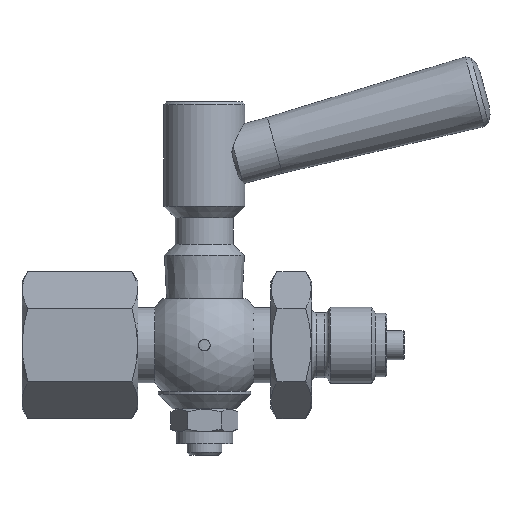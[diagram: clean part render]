
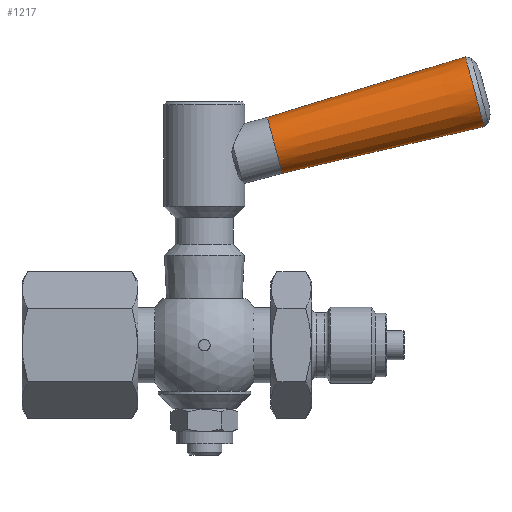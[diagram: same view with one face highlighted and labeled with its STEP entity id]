
A CAD part, front view. The second image highlights one B-rep face of the part: STEP entity #1217.
In plain terms, the highlighted conical face has half-angle 2 degrees and reference radius 6.267 mm.
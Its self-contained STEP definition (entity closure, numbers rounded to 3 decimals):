
#26=CONICAL_SURFACE('',#1347,6.267,0.035);
#187=FACE_BOUND('',#372,.T.);
#262=FACE_OUTER_BOUND('',#371,.T.);
#371=EDGE_LOOP('',(#920));
#372=EDGE_LOOP('',(#921));
#513=CIRCLE('',#1348,6.248);
#514=CIRCLE('',#1349,5.);
#619=VERTEX_POINT('',#2114);
#620=VERTEX_POINT('',#2116);
#746=EDGE_CURVE('',#619,#619,#513,.T.);
#747=EDGE_CURVE('',#620,#620,#514,.T.);
#920=ORIENTED_EDGE('',*,*,#746,.T.);
#921=ORIENTED_EDGE('',*,*,#747,.T.);
#1217=ADVANCED_FACE('',(#262,#187),#26,.T.);
#1347=AXIS2_PLACEMENT_3D('',#2113,#1591,#1592);
#1348=AXIS2_PLACEMENT_3D('',#2115,#1593,#1594);
#1349=AXIS2_PLACEMENT_3D('',#2117,#1595,#1596);
#1591=DIRECTION('center_axis',(0.966,0.,0.259));
#1592=DIRECTION('ref_axis',(-0.248,0.287,0.925));
#1593=DIRECTION('center_axis',(-0.966,0.,
-0.259));
#1594=DIRECTION('ref_axis',(0.248,-0.287,-0.925));
#1595=DIRECTION('center_axis',(0.966,0.,0.259));
#1596=DIRECTION('ref_axis',(-0.248,0.287,0.925));
#2113=CARTESIAN_POINT('Origin',(12.706,0.,43.897));
#2114=CARTESIAN_POINT('',(13.737,-1.791,37.976));
#2115=CARTESIAN_POINT('Origin',(12.188,0.,43.758));
#2116=CARTESIAN_POINT('',(-23.582,1.433,39.133));
#2117=CARTESIAN_POINT('Origin',(-22.342,0.,
34.506));
